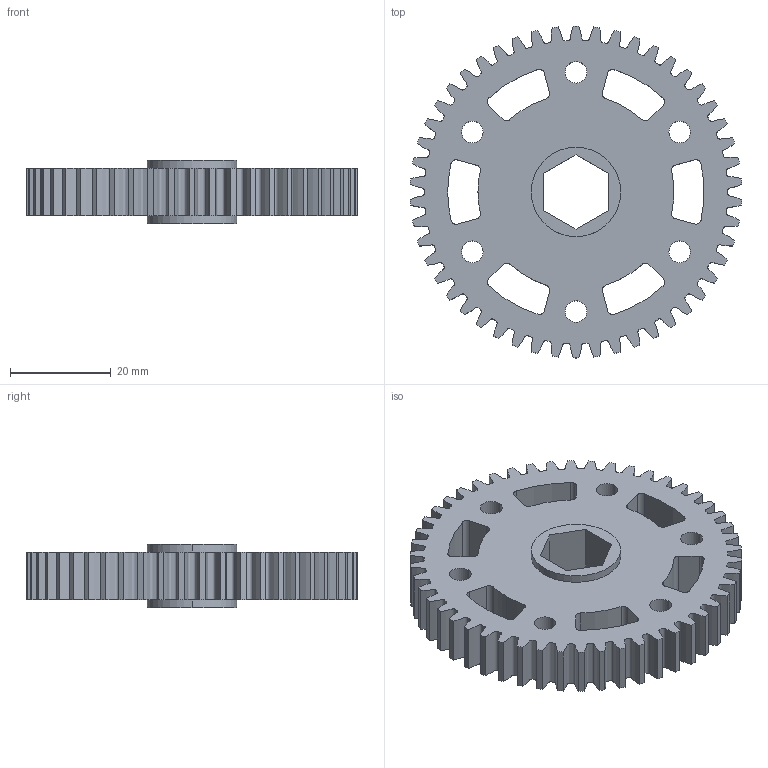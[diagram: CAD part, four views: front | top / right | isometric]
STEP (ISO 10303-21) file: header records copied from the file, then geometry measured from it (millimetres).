
FILE_DESCRIPTION (( 'STEP AP203' ), '1' );
FILE_NAME ('217-2712.20121204.STEP', '2012-12-05T03:04:21', ( 'svradm' ), ( 'Microsoft' ), 'SwSTEP 2.0', 'SolidWorks 2012', '' );
FILE_SCHEMA (( 'CONFIG_CONTROL_DESIGN' ));
Length unit declared in the file: inch
Products named in the file (1): 217-2712.20121204
Bounding box: 65.97 x 66.04 x 12.65 mm (x, y, z)
Volume: 25114.4 mm3; surface area: 12300.9 mm2
Topology: 1 solids, 1 shells, 182 faces, 534 edges, 356 vertices
Faces by surface type: cylinder 110, bspline 50, plane 22
Entity records: 20769 total; most frequent: CARTESIAN_POINT 15923, ORIENTED_EDGE 1068, DIRECTION 920, EDGE_CURVE 534, VERTEX_POINT 356, AXIS2_PLACEMENT_3D 353, CIRCLE 220, LINE 214
